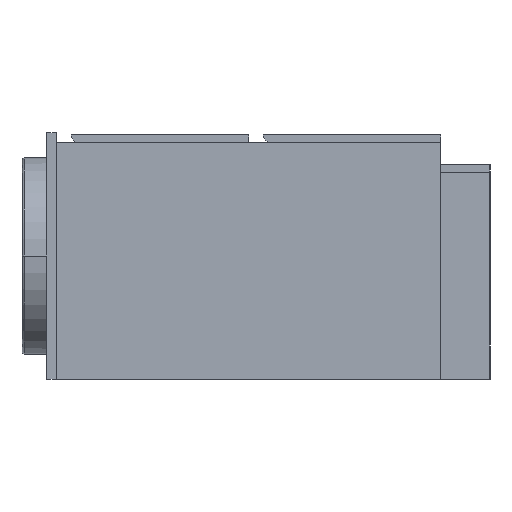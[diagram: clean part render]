
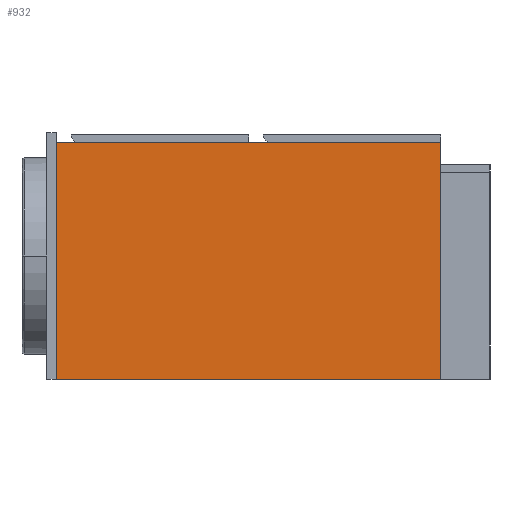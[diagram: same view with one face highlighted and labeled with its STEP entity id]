
A CAD part, left-side view. The second image highlights one B-rep face of the part: STEP entity #932.
In plain terms, the highlighted planar face has unit normal (-1, 0, 0).
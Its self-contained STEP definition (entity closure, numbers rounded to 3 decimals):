
#17 = CARTESIAN_POINT ( 'NONE',  ( -894., 390., 480. ) ) ;
#73 = CARTESIAN_POINT ( 'NONE',  ( -894., -390., 480. ) ) ;
#187 = CARTESIAN_POINT ( 'NONE',  ( -894., 390., 0. ) ) ;
#305 = VERTEX_POINT ( 'NONE', #17 ) ;
#417 = VECTOR ( 'NONE', #2122, 1000. ) ;
#502 = VECTOR ( 'NONE', #1594, 1000. ) ;
#712 = EDGE_CURVE ( 'NONE', #2967, #896, #1201, .T. ) ;
#728 = FACE_OUTER_BOUND ( 'NONE', #865, .T. ) ;
#754 = AXIS2_PLACEMENT_3D ( 'NONE', #982, #1891, #2397 ) ;
#772 = DIRECTION ( 'NONE',  ( 0., 0., -1. ) ) ;
#865 = EDGE_LOOP ( 'NONE', ( #2089, #1424, #2615, #2908 ) ) ;
#896 = VERTEX_POINT ( 'NONE', #1847 ) ;
#898 = VERTEX_POINT ( 'NONE', #187 ) ;
#932 = ADVANCED_FACE ( 'NONE', ( #728 ), #1435, .F. ) ;
#982 = CARTESIAN_POINT ( 'NONE',  ( -894., -390., 480. ) ) ;
#1008 = LINE ( 'NONE', #1965, #1129 ) ;
#1099 = LINE ( 'NONE', #2043, #502 ) ;
#1129 = VECTOR ( 'NONE', #772, 1000. ) ;
#1201 = LINE ( 'NONE', #2632, #2640 ) ;
#1206 = CARTESIAN_POINT ( 'NONE',  ( -894., -390., 480. ) ) ;
#1424 = ORIENTED_EDGE ( 'NONE', *, *, #712, .F. ) ;
#1435 = PLANE ( 'NONE',  #754 ) ;
#1594 = DIRECTION ( 'NONE',  ( 0., -1., 0. ) ) ;
#1600 = EDGE_CURVE ( 'NONE', #898, #896, #1099, .T. ) ;
#1847 = CARTESIAN_POINT ( 'NONE',  ( -894., -390., 0. ) ) ;
#1891 = DIRECTION ( 'NONE',  ( 1., 0., 0. ) ) ;
#1965 = CARTESIAN_POINT ( 'NONE',  ( -894., 390., 480. ) ) ;
#2043 = CARTESIAN_POINT ( 'NONE',  ( -894., -390., 0. ) ) ;
#2089 = ORIENTED_EDGE ( 'NONE', *, *, #1600, .T. ) ;
#2122 = DIRECTION ( 'NONE',  ( 0., -1., 0. ) ) ;
#2165 = DIRECTION ( 'NONE',  ( 0., 0., -1. ) ) ;
#2397 = DIRECTION ( 'NONE',  ( 0., 0., -1. ) ) ;
#2467 = EDGE_CURVE ( 'NONE', #305, #2967, #2565, .T. ) ;
#2565 = LINE ( 'NONE', #1206, #417 ) ;
#2615 = ORIENTED_EDGE ( 'NONE', *, *, #2467, .F. ) ;
#2632 = CARTESIAN_POINT ( 'NONE',  ( -894., -390., 480. ) ) ;
#2640 = VECTOR ( 'NONE', #2165, 1000. ) ;
#2752 = EDGE_CURVE ( 'NONE', #305, #898, #1008, .T. ) ;
#2908 = ORIENTED_EDGE ( 'NONE', *, *, #2752, .T. ) ;
#2967 = VERTEX_POINT ( 'NONE', #73 ) ;
